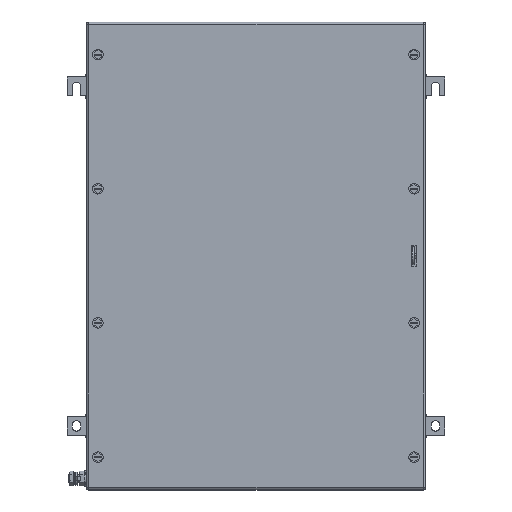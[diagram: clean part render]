
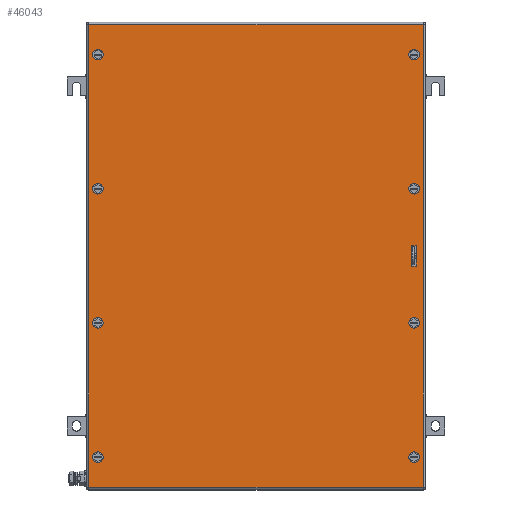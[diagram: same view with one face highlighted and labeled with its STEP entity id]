
A CAD part, top view. The second image highlights one B-rep face of the part: STEP entity #46043.
In plain terms, the highlighted planar face has unit normal (0, 0, 1).
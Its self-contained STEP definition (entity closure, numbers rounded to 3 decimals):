
#45811=AXIS2_PLACEMENT_3D('Circle Axis2P3D',#45809,#45810,$) ;
#45838=AXIS2_PLACEMENT_3D('Plane Axis2P3D',#45835,#45836,#45837) ;
#45876=AXIS2_PLACEMENT_3D('Circle Axis2P3D',#45874,#45875,$) ;
#45885=AXIS2_PLACEMENT_3D('Circle Axis2P3D',#45883,#45884,$) ;
#45894=AXIS2_PLACEMENT_3D('Circle Axis2P3D',#45892,#45893,$) ;
#45903=AXIS2_PLACEMENT_3D('Circle Axis2P3D',#45901,#45902,$) ;
#45912=AXIS2_PLACEMENT_3D('Circle Axis2P3D',#45910,#45911,$) ;
#45921=AXIS2_PLACEMENT_3D('Circle Axis2P3D',#45919,#45920,$) ;
#45930=AXIS2_PLACEMENT_3D('Circle Axis2P3D',#45928,#45929,$) ;
#45939=AXIS2_PLACEMENT_3D('Circle Axis2P3D',#45937,#45938,$) ;
#45948=AXIS2_PLACEMENT_3D('Circle Axis2P3D',#45946,#45947,$) ;
#45957=AXIS2_PLACEMENT_3D('Circle Axis2P3D',#45955,#45956,$) ;
#45966=AXIS2_PLACEMENT_3D('Circle Axis2P3D',#45964,#45965,$) ;
#45975=AXIS2_PLACEMENT_3D('Circle Axis2P3D',#45973,#45974,$) ;
#45984=AXIS2_PLACEMENT_3D('Circle Axis2P3D',#45982,#45983,$) ;
#45993=AXIS2_PLACEMENT_3D('Circle Axis2P3D',#45991,#45992,$) ;
#46002=AXIS2_PLACEMENT_3D('Circle Axis2P3D',#46000,#46001,$) ;
#45806=CARTESIAN_POINT('Vertex',(44.5,221.1,203.5)) ;
#45809=CARTESIAN_POINT('Axis2P3D Location',(41.,221.1,203.5)) ;
#45813=CARTESIAN_POINT('Vertex',(37.5,221.1,203.5)) ;
#45835=CARTESIAN_POINT('Axis2P3D Location',(250.5,310.,203.5)) ;
#45840=CARTESIAN_POINT('Line Origine',(250.5,616.5,203.5)) ;
#45844=CARTESIAN_POINT('Vertex',(472.,616.5,203.5)) ;
#45846=CARTESIAN_POINT('Vertex',(29.,616.5,203.5)) ;
#45849=CARTESIAN_POINT('Line Origine',(29.,310.,203.5)) ;
#45853=CARTESIAN_POINT('Vertex',(29.,3.5,203.5)) ;
#45856=CARTESIAN_POINT('Line Origine',(250.5,3.5,203.5)) ;
#45860=CARTESIAN_POINT('Vertex',(472.,3.5,203.5)) ;
#45863=CARTESIAN_POINT('Line Origine',(472.,310.,203.5)) ;
#45874=CARTESIAN_POINT('Axis2P3D Location',(41.,221.1,203.5)) ;
#45883=CARTESIAN_POINT('Axis2P3D Location',(41.,398.9,203.5)) ;
#45887=CARTESIAN_POINT('Vertex',(37.5,398.9,203.5)) ;
#45889=CARTESIAN_POINT('Vertex',(44.5,398.9,203.5)) ;
#45892=CARTESIAN_POINT('Axis2P3D Location',(41.,398.9,203.5)) ;
#45901=CARTESIAN_POINT('Axis2P3D Location',(460.,221.1,203.5)) ;
#45905=CARTESIAN_POINT('Vertex',(463.5,221.1,203.5)) ;
#45907=CARTESIAN_POINT('Vertex',(456.5,221.1,203.5)) ;
#45910=CARTESIAN_POINT('Axis2P3D Location',(460.,221.1,203.5)) ;
#45919=CARTESIAN_POINT('Axis2P3D Location',(460.,398.9,203.5)) ;
#45923=CARTESIAN_POINT('Vertex',(463.5,398.9,203.5)) ;
#45925=CARTESIAN_POINT('Vertex',(456.5,398.9,203.5)) ;
#45928=CARTESIAN_POINT('Axis2P3D Location',(460.,398.9,203.5)) ;
#45937=CARTESIAN_POINT('Axis2P3D Location',(41.,576.75,203.5)) ;
#45941=CARTESIAN_POINT('Vertex',(37.5,576.75,203.5)) ;
#45943=CARTESIAN_POINT('Vertex',(44.5,576.75,203.5)) ;
#45946=CARTESIAN_POINT('Axis2P3D Location',(41.,576.75,203.5)) ;
#45955=CARTESIAN_POINT('Axis2P3D Location',(41.,43.25,203.5)) ;
#45959=CARTESIAN_POINT('Vertex',(37.5,43.25,203.5)) ;
#45961=CARTESIAN_POINT('Vertex',(44.5,43.25,203.5)) ;
#45964=CARTESIAN_POINT('Axis2P3D Location',(41.,43.25,203.5)) ;
#45973=CARTESIAN_POINT('Axis2P3D Location',(460.,43.25,203.5)) ;
#45977=CARTESIAN_POINT('Vertex',(463.5,43.25,203.5)) ;
#45979=CARTESIAN_POINT('Vertex',(456.5,43.25,203.5)) ;
#45982=CARTESIAN_POINT('Axis2P3D Location',(460.,43.25,203.5)) ;
#45991=CARTESIAN_POINT('Axis2P3D Location',(460.,576.75,203.5)) ;
#45995=CARTESIAN_POINT('Vertex',(463.5,576.75,203.5)) ;
#45997=CARTESIAN_POINT('Vertex',(456.5,576.75,203.5)) ;
#46000=CARTESIAN_POINT('Axis2P3D Location',(460.,576.75,203.5)) ;
#46009=CARTESIAN_POINT('Line Origine',(459.75,296.5,203.5)) ;
#46013=CARTESIAN_POINT('Vertex',(463.,296.5,203.5)) ;
#46015=CARTESIAN_POINT('Vertex',(456.5,296.5,203.5)) ;
#46018=CARTESIAN_POINT('Line Origine',(456.5,310.,203.5)) ;
#46022=CARTESIAN_POINT('Vertex',(456.5,323.5,203.5)) ;
#46025=CARTESIAN_POINT('Line Origine',(459.75,323.5,203.5)) ;
#46029=CARTESIAN_POINT('Vertex',(463.,323.5,203.5)) ;
#46032=CARTESIAN_POINT('Line Origine',(463.,310.,203.5)) ;
#45810=DIRECTION('Axis2P3D Direction',(0.,0.,1.)) ;
#45836=DIRECTION('Axis2P3D Direction',(0.,0.,1.)) ;
#45837=DIRECTION('Axis2P3D XDirection',(1.,0.,0.)) ;
#45841=DIRECTION('Vector Direction',(1.,0.,0.)) ;
#45850=DIRECTION('Vector Direction',(0.,-1.,0.)) ;
#45857=DIRECTION('Vector Direction',(1.,0.,0.)) ;
#45864=DIRECTION('Vector Direction',(0.,1.,0.)) ;
#45875=DIRECTION('Axis2P3D Direction',(0.,0.,1.)) ;
#45884=DIRECTION('Axis2P3D Direction',(0.,0.,1.)) ;
#45893=DIRECTION('Axis2P3D Direction',(0.,0.,1.)) ;
#45902=DIRECTION('Axis2P3D Direction',(0.,0.,1.)) ;
#45911=DIRECTION('Axis2P3D Direction',(0.,0.,1.)) ;
#45920=DIRECTION('Axis2P3D Direction',(0.,0.,1.)) ;
#45929=DIRECTION('Axis2P3D Direction',(0.,0.,1.)) ;
#45938=DIRECTION('Axis2P3D Direction',(0.,0.,1.)) ;
#45947=DIRECTION('Axis2P3D Direction',(0.,0.,1.)) ;
#45956=DIRECTION('Axis2P3D Direction',(0.,0.,1.)) ;
#45965=DIRECTION('Axis2P3D Direction',(0.,0.,1.)) ;
#45974=DIRECTION('Axis2P3D Direction',(0.,0.,1.)) ;
#45983=DIRECTION('Axis2P3D Direction',(0.,0.,1.)) ;
#45992=DIRECTION('Axis2P3D Direction',(0.,0.,1.)) ;
#46001=DIRECTION('Axis2P3D Direction',(0.,0.,1.)) ;
#46010=DIRECTION('Vector Direction',(-1.,0.,0.)) ;
#46019=DIRECTION('Vector Direction',(0.,1.,0.)) ;
#46026=DIRECTION('Vector Direction',(1.,0.,0.)) ;
#46033=DIRECTION('Vector Direction',(0.,-1.,0.)) ;
#45842=VECTOR('Line Direction',#45841,1.) ;
#45851=VECTOR('Line Direction',#45850,1.) ;
#45858=VECTOR('Line Direction',#45857,1.) ;
#45865=VECTOR('Line Direction',#45864,1.) ;
#46011=VECTOR('Line Direction',#46010,1.) ;
#46020=VECTOR('Line Direction',#46019,1.) ;
#46027=VECTOR('Line Direction',#46026,1.) ;
#46034=VECTOR('Line Direction',#46033,1.) ;
#45869=ORIENTED_EDGE('',*,*,#45848,.T.) ;
#45870=ORIENTED_EDGE('',*,*,#45855,.T.) ;
#45871=ORIENTED_EDGE('',*,*,#45862,.T.) ;
#45872=ORIENTED_EDGE('',*,*,#45867,.T.) ;
#45880=ORIENTED_EDGE('',*,*,#45878,.F.) ;
#45881=ORIENTED_EDGE('',*,*,#45815,.F.) ;
#45898=ORIENTED_EDGE('',*,*,#45891,.F.) ;
#45899=ORIENTED_EDGE('',*,*,#45896,.F.) ;
#45916=ORIENTED_EDGE('',*,*,#45909,.F.) ;
#45917=ORIENTED_EDGE('',*,*,#45914,.F.) ;
#45934=ORIENTED_EDGE('',*,*,#45927,.F.) ;
#45935=ORIENTED_EDGE('',*,*,#45932,.F.) ;
#45952=ORIENTED_EDGE('',*,*,#45945,.F.) ;
#45953=ORIENTED_EDGE('',*,*,#45950,.F.) ;
#45970=ORIENTED_EDGE('',*,*,#45963,.F.) ;
#45971=ORIENTED_EDGE('',*,*,#45968,.F.) ;
#45988=ORIENTED_EDGE('',*,*,#45981,.F.) ;
#45989=ORIENTED_EDGE('',*,*,#45986,.F.) ;
#46006=ORIENTED_EDGE('',*,*,#45999,.F.) ;
#46007=ORIENTED_EDGE('',*,*,#46004,.F.) ;
#46038=ORIENTED_EDGE('',*,*,#46017,.T.) ;
#46039=ORIENTED_EDGE('',*,*,#46024,.T.) ;
#46040=ORIENTED_EDGE('',*,*,#46031,.T.) ;
#46041=ORIENTED_EDGE('',*,*,#46036,.T.) ;
#45882=FACE_BOUND('',#45879,.T.) ;
#45900=FACE_BOUND('',#45897,.T.) ;
#45918=FACE_BOUND('',#45915,.T.) ;
#45936=FACE_BOUND('',#45933,.T.) ;
#45954=FACE_BOUND('',#45951,.T.) ;
#45972=FACE_BOUND('',#45969,.T.) ;
#45990=FACE_BOUND('',#45987,.T.) ;
#46008=FACE_BOUND('',#46005,.T.) ;
#46042=FACE_BOUND('',#46037,.T.) ;
#46043=ADVANCED_FACE('ZUB_KTB_MH_624520_0GP_AllCATPart.2\\ZUB_DE_KTB_MH_620x450.1\\DE_KTB_MH_PART_MASTER.1\\Koerper.2',(#45873,#45882,#45900,#45918,#45936,#45954,#45972,#45990,#46008,#46042),#45839,.T.) ;
#45812=CIRCLE('generated circle',#45811,3.5) ;
#45877=CIRCLE('generated circle',#45876,3.5) ;
#45886=CIRCLE('generated circle',#45885,3.5) ;
#45895=CIRCLE('generated circle',#45894,3.5) ;
#45904=CIRCLE('generated circle',#45903,3.5) ;
#45913=CIRCLE('generated circle',#45912,3.5) ;
#45922=CIRCLE('generated circle',#45921,3.5) ;
#45931=CIRCLE('generated circle',#45930,3.5) ;
#45940=CIRCLE('generated circle',#45939,3.5) ;
#45949=CIRCLE('generated circle',#45948,3.5) ;
#45958=CIRCLE('generated circle',#45957,3.5) ;
#45967=CIRCLE('generated circle',#45966,3.5) ;
#45976=CIRCLE('generated circle',#45975,3.5) ;
#45985=CIRCLE('generated circle',#45984,3.5) ;
#45994=CIRCLE('generated circle',#45993,3.5) ;
#46003=CIRCLE('generated circle',#46002,3.5) ;
#45815=EDGE_CURVE('',#45807,#45814,#45812,.T.) ;
#45848=EDGE_CURVE('',#45845,#45847,#45843,.F.) ;
#45855=EDGE_CURVE('',#45847,#45854,#45852,.T.) ;
#45862=EDGE_CURVE('',#45854,#45861,#45859,.T.) ;
#45867=EDGE_CURVE('',#45861,#45845,#45866,.T.) ;
#45878=EDGE_CURVE('',#45814,#45807,#45877,.T.) ;
#45891=EDGE_CURVE('',#45888,#45890,#45886,.T.) ;
#45896=EDGE_CURVE('',#45890,#45888,#45895,.T.) ;
#45909=EDGE_CURVE('',#45906,#45908,#45904,.T.) ;
#45914=EDGE_CURVE('',#45908,#45906,#45913,.T.) ;
#45927=EDGE_CURVE('',#45924,#45926,#45922,.T.) ;
#45932=EDGE_CURVE('',#45926,#45924,#45931,.T.) ;
#45945=EDGE_CURVE('',#45942,#45944,#45940,.T.) ;
#45950=EDGE_CURVE('',#45944,#45942,#45949,.T.) ;
#45963=EDGE_CURVE('',#45960,#45962,#45958,.T.) ;
#45968=EDGE_CURVE('',#45962,#45960,#45967,.T.) ;
#45981=EDGE_CURVE('',#45978,#45980,#45976,.T.) ;
#45986=EDGE_CURVE('',#45980,#45978,#45985,.T.) ;
#45999=EDGE_CURVE('',#45996,#45998,#45994,.T.) ;
#46004=EDGE_CURVE('',#45998,#45996,#46003,.T.) ;
#46017=EDGE_CURVE('',#46014,#46016,#46012,.T.) ;
#46024=EDGE_CURVE('',#46016,#46023,#46021,.T.) ;
#46031=EDGE_CURVE('',#46023,#46030,#46028,.T.) ;
#46036=EDGE_CURVE('',#46030,#46014,#46035,.T.) ;
#45868=EDGE_LOOP('',(#45869,#45870,#45871,#45872)) ;
#45879=EDGE_LOOP('',(#45880,#45881)) ;
#45897=EDGE_LOOP('',(#45898,#45899)) ;
#45915=EDGE_LOOP('',(#45916,#45917)) ;
#45933=EDGE_LOOP('',(#45934,#45935)) ;
#45951=EDGE_LOOP('',(#45952,#45953)) ;
#45969=EDGE_LOOP('',(#45970,#45971)) ;
#45987=EDGE_LOOP('',(#45988,#45989)) ;
#46005=EDGE_LOOP('',(#46006,#46007)) ;
#46037=EDGE_LOOP('',(#46038,#46039,#46040,#46041)) ;
#45873=FACE_OUTER_BOUND('',#45868,.T.) ;
#45843=LINE('Line',#45840,#45842) ;
#45852=LINE('Line',#45849,#45851) ;
#45859=LINE('Line',#45856,#45858) ;
#45866=LINE('Line',#45863,#45865) ;
#46012=LINE('Line',#46009,#46011) ;
#46021=LINE('Line',#46018,#46020) ;
#46028=LINE('Line',#46025,#46027) ;
#46035=LINE('Line',#46032,#46034) ;
#45839=PLANE('',#45838) ;
#45807=VERTEX_POINT('',#45806) ;
#45814=VERTEX_POINT('',#45813) ;
#45845=VERTEX_POINT('',#45844) ;
#45847=VERTEX_POINT('',#45846) ;
#45854=VERTEX_POINT('',#45853) ;
#45861=VERTEX_POINT('',#45860) ;
#45888=VERTEX_POINT('',#45887) ;
#45890=VERTEX_POINT('',#45889) ;
#45906=VERTEX_POINT('',#45905) ;
#45908=VERTEX_POINT('',#45907) ;
#45924=VERTEX_POINT('',#45923) ;
#45926=VERTEX_POINT('',#45925) ;
#45942=VERTEX_POINT('',#45941) ;
#45944=VERTEX_POINT('',#45943) ;
#45960=VERTEX_POINT('',#45959) ;
#45962=VERTEX_POINT('',#45961) ;
#45978=VERTEX_POINT('',#45977) ;
#45980=VERTEX_POINT('',#45979) ;
#45996=VERTEX_POINT('',#45995) ;
#45998=VERTEX_POINT('',#45997) ;
#46014=VERTEX_POINT('',#46013) ;
#46016=VERTEX_POINT('',#46015) ;
#46023=VERTEX_POINT('',#46022) ;
#46030=VERTEX_POINT('',#46029) ;
